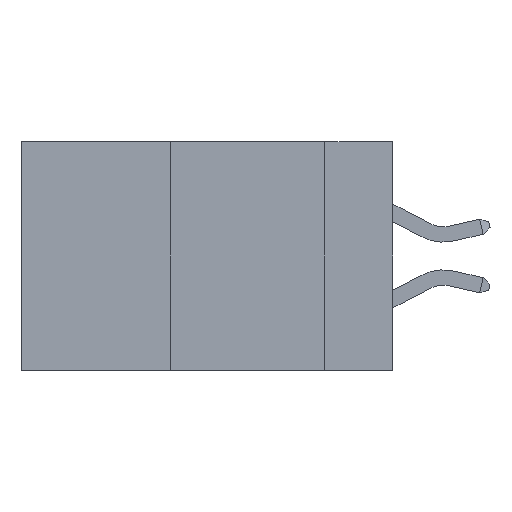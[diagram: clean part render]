
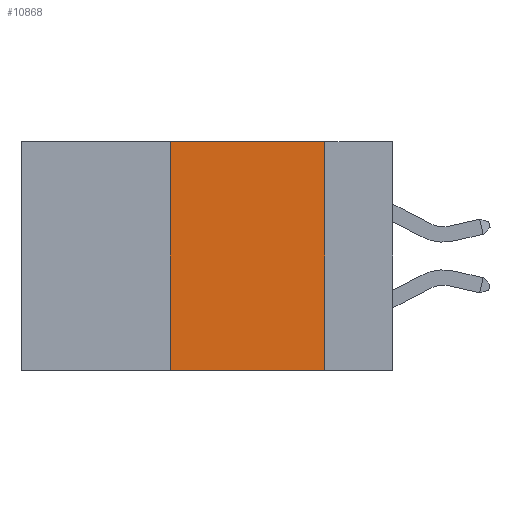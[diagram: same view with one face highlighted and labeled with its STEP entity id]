
A CAD part, left-side view. The second image highlights one B-rep face of the part: STEP entity #10868.
In plain terms, the highlighted planar face has unit normal (-1, 0, 0).
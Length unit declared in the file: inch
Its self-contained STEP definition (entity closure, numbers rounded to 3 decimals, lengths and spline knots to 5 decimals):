
#894 = ORIENTED_EDGE ( 'NONE', *, *, #2927, .F. ) ;
#1186 = DIRECTION ( 'NONE',  ( 0., 0., 1. ) ) ;
#2578 = CARTESIAN_POINT ( 'NONE',  ( 0., 0.11, 0. ) ) ;
#2735 = VECTOR ( 'NONE', #1186, 39.37008 ) ;
#2927 = EDGE_CURVE ( 'NONE', #18010, #21614, #5782, .T. ) ;
#4824 = VERTEX_POINT ( 'NONE', #2578 ) ;
#5064 = CARTESIAN_POINT ( 'NONE',  ( 0., 0.6, 0. ) ) ;
#5378 = CARTESIAN_POINT ( 'NONE',  ( 0., 0.6, -0.37 ) ) ;
#5758 = PLANE ( 'NONE',  #23973 ) ;
#5782 = LINE ( 'NONE', #24613, #2735 ) ;
#5917 = DIRECTION ( 'NONE',  ( 0., 0., -1. ) ) ;
#8301 = EDGE_LOOP ( 'NONE', ( #20783, #24222, #894, #15283 ) ) ;
#8394 = EDGE_CURVE ( 'NONE', #4824, #24901, #12381, .T. ) ;
#9028 = DIRECTION ( 'NONE',  ( 0., -1., 0. ) ) ;
#9441 = EDGE_CURVE ( 'NONE', #18010, #24901, #11111, .T. ) ;
#10868 = ADVANCED_FACE ( 'NONE', ( #19004 ), #5758, .F. ) ;
#11111 = LINE ( 'NONE', #5378, #12355 ) ;
#11168 = LINE ( 'NONE', #5064, #16673 ) ;
#12355 = VECTOR ( 'NONE', #19110, 39.37008 ) ;
#12381 = LINE ( 'NONE', #17972, #23690 ) ;
#14227 = DIRECTION ( 'NONE',  ( 0., 0., -1. ) ) ;
#14996 = CARTESIAN_POINT ( 'NONE',  ( 0., 0.36, 0. ) ) ;
#15283 = ORIENTED_EDGE ( 'NONE', *, *, #9441, .T. ) ;
#16673 = VECTOR ( 'NONE', #9028, 39.37008 ) ;
#17972 = CARTESIAN_POINT ( 'NONE',  ( 0., 0.11, 0. ) ) ;
#18010 = VERTEX_POINT ( 'NONE', #18273 ) ;
#18273 = CARTESIAN_POINT ( 'NONE',  ( 0., 0.36, -0.37 ) ) ;
#18763 = CARTESIAN_POINT ( 'NONE',  ( 0., 0.11, -0.37 ) ) ;
#19004 = FACE_OUTER_BOUND ( 'NONE', #8301, .T. ) ;
#19110 = DIRECTION ( 'NONE',  ( 0., -1., 0. ) ) ;
#19477 = CARTESIAN_POINT ( 'NONE',  ( 0., 0.6, 0. ) ) ;
#20783 = ORIENTED_EDGE ( 'NONE', *, *, #8394, .F. ) ;
#21614 = VERTEX_POINT ( 'NONE', #14996 ) ;
#22251 = DIRECTION ( 'NONE',  ( 1., 0., 0. ) ) ;
#23456 = EDGE_CURVE ( 'NONE', #21614, #4824, #11168, .T. ) ;
#23690 = VECTOR ( 'NONE', #14227, 39.37008 ) ;
#23973 = AXIS2_PLACEMENT_3D ( 'NONE', #19477, #22251, #5917 ) ;
#24222 = ORIENTED_EDGE ( 'NONE', *, *, #23456, .F. ) ;
#24613 = CARTESIAN_POINT ( 'NONE',  ( 0., 0.36, 0. ) ) ;
#24901 = VERTEX_POINT ( 'NONE', #18763 ) ;
